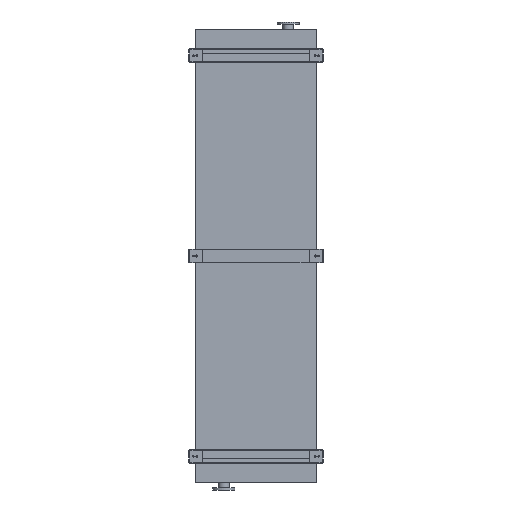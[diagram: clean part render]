
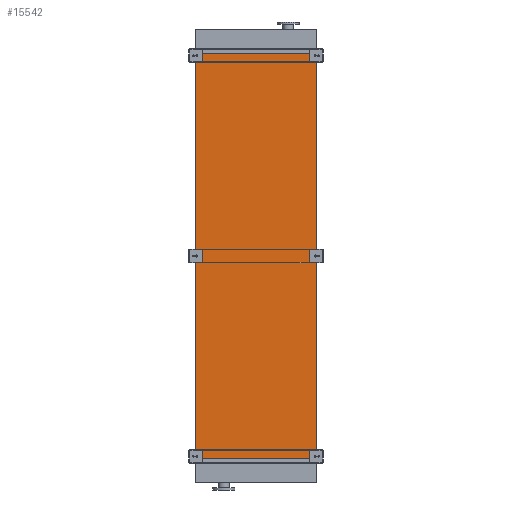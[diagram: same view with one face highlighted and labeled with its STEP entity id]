
A CAD part, front view. The second image highlights one B-rep face of the part: STEP entity #15542.
In plain terms, the highlighted planar face has unit normal (0, -1, 0).
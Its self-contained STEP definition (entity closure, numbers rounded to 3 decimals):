
#516 = VERTEX_POINT ( 'NONE', #5367 ) ;
#935 = CARTESIAN_POINT ( 'NONE',  ( -605., 0., -4050. ) ) ;
#1357 = CARTESIAN_POINT ( 'NONE',  ( -605., 0., 0. ) ) ;
#1525 = DIRECTION ( 'NONE',  ( 0., -1., 0. ) ) ;
#3831 = ORIENTED_EDGE ( 'NONE', *, *, #11086, .T. ) ;
#4144 = VERTEX_POINT ( 'NONE', #14286 ) ;
#5367 = CARTESIAN_POINT ( 'NONE',  ( -605., 0., -4050. ) ) ;
#5532 = DIRECTION ( 'NONE',  ( 0., 0., 1. ) ) ;
#6065 = CARTESIAN_POINT ( 'NONE',  ( -605., 0., 0. ) ) ;
#8023 = VECTOR ( 'NONE', #5532, 1000. ) ;
#8407 = LINE ( 'NONE', #9534, #9159 ) ;
#8810 = ORIENTED_EDGE ( 'NONE', *, *, #14405, .T. ) ;
#9159 = VECTOR ( 'NONE', #16797, 1000. ) ;
#9534 = CARTESIAN_POINT ( 'NONE',  ( 605., 0., -4050. ) ) ;
#9567 = LINE ( 'NONE', #10478, #8023 ) ;
#9932 = CARTESIAN_POINT ( 'NONE',  ( 605., 0., -4050. ) ) ;
#10478 = CARTESIAN_POINT ( 'NONE',  ( -605., 0., -4050. ) ) ;
#11086 = EDGE_CURVE ( 'NONE', #14258, #4144, #8407, .T. ) ;
#11266 = CARTESIAN_POINT ( 'NONE',  ( -605., 0., -4050. ) ) ;
#11553 = VERTEX_POINT ( 'NONE', #6065 ) ;
#14258 = VERTEX_POINT ( 'NONE', #9932 ) ;
#14286 = CARTESIAN_POINT ( 'NONE',  ( 605., 0., 0. ) ) ;
#14317 = EDGE_CURVE ( 'NONE', #516, #11553, #9567, .T. ) ;
#14405 = EDGE_CURVE ( 'NONE', #516, #14258, #22866, .T. ) ;
#14511 = EDGE_CURVE ( 'NONE', #11553, #4144, #19811, .T. ) ;
#15542 = ADVANCED_FACE ( 'NONE', ( #29611 ), #16186, .T. ) ;
#15700 = DIRECTION ( 'NONE',  ( 1., 0., 0. ) ) ;
#16186 = PLANE ( 'NONE',  #30277 ) ;
#16797 = DIRECTION ( 'NONE',  ( 0., 0., 1. ) ) ;
#18604 = DIRECTION ( 'NONE',  ( 0., 0., -1. ) ) ;
#19067 = VECTOR ( 'NONE', #30550, 1000. ) ;
#19811 = LINE ( 'NONE', #1357, #19067 ) ;
#22866 = LINE ( 'NONE', #935, #28555 ) ;
#26696 = ORIENTED_EDGE ( 'NONE', *, *, #14511, .F. ) ;
#27475 = ORIENTED_EDGE ( 'NONE', *, *, #14317, .F. ) ;
#28555 = VECTOR ( 'NONE', #15700, 1000. ) ;
#29611 = FACE_OUTER_BOUND ( 'NONE', #29675, .T. ) ;
#29675 = EDGE_LOOP ( 'NONE', ( #26696, #27475, #8810, #3831 ) ) ;
#30277 = AXIS2_PLACEMENT_3D ( 'NONE', #11266, #1525, #18604 ) ;
#30550 = DIRECTION ( 'NONE',  ( 1., 0., 0. ) ) ;
